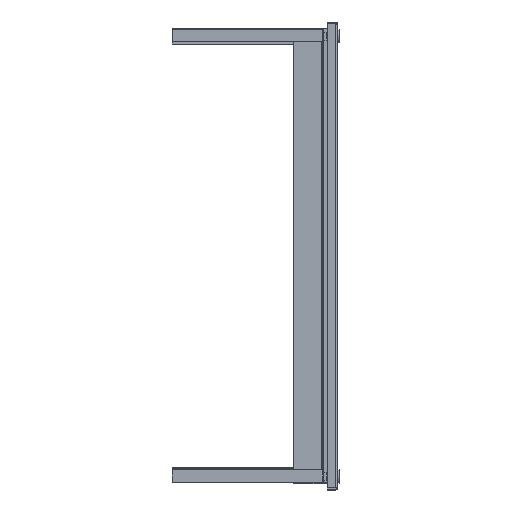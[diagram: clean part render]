
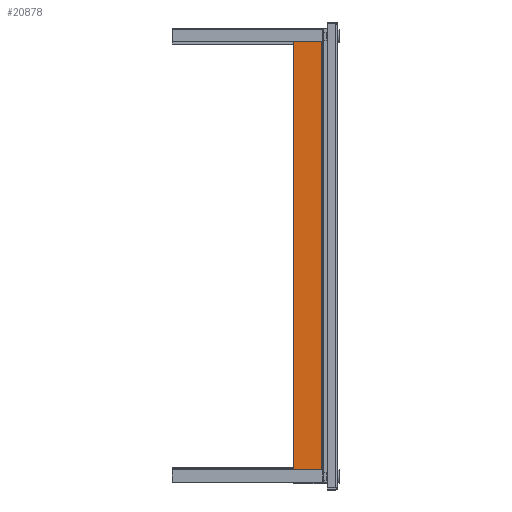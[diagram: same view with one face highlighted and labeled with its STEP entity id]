
A CAD part, top view. The second image highlights one B-rep face of the part: STEP entity #20878.
In plain terms, the highlighted face is planar.
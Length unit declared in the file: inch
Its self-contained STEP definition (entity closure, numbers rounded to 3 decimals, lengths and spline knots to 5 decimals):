
#76 = DIRECTION ( 'NONE',  ( 1., 0., 0. ) ) ;
#118 = EDGE_LOOP ( 'NONE', ( #28594, #25546, #11516, #13782 ) ) ;
#391 = VECTOR ( 'NONE', #27092, 39.37008 ) ;
#524 = ORIENTED_EDGE ( 'NONE', *, *, #22273, .T. ) ;
#652 = CARTESIAN_POINT ( 'NONE',  ( -18.137, -7.835, -13.5 ) ) ;
#759 = LINE ( 'NONE', #20278, #2528 ) ;
#860 = VERTEX_POINT ( 'NONE', #10257 ) ;
#1342 = CARTESIAN_POINT ( 'NONE',  ( -18.137, -6.193, -13.5 ) ) ;
#2151 = CARTESIAN_POINT ( 'NONE',  ( -18.137, -7.537, 13. ) ) ;
#2337 = DIRECTION ( 'NONE',  ( 0., 0., 1. ) ) ;
#2528 = VECTOR ( 'NONE', #24965, 39.37008 ) ;
#3017 = VERTEX_POINT ( 'NONE', #24544 ) ;
#3138 = LINE ( 'NONE', #7148, #13684 ) ;
#3355 = VERTEX_POINT ( 'NONE', #25222 ) ;
#3487 = DIRECTION ( 'NONE',  ( 0., -1., 0. ) ) ;
#3553 = AXIS2_PLACEMENT_3D ( 'NONE', #25753, #14699, #28096 ) ;
#3574 = CIRCLE ( 'NONE', #3553, 0.156 ) ;
#4226 = AXIS2_PLACEMENT_3D ( 'NONE', #2151, #76, #2337 ) ;
#4399 = DIRECTION ( 'NONE',  ( -1., 0., 0. ) ) ;
#4404 = VERTEX_POINT ( 'NONE', #28774 ) ;
#4426 = AXIS2_PLACEMENT_3D ( 'NONE', #21536, #14978, #23590 ) ;
#4732 = DIRECTION ( 'NONE',  ( 0., 0., -1. ) ) ;
#5027 = DIRECTION ( 'NONE',  ( 1., 0., 0. ) ) ;
#5820 = LINE ( 'NONE', #28560, #23001 ) ;
#5821 = VECTOR ( 'NONE', #17825, 39.37008 ) ;
#6198 = CARTESIAN_POINT ( 'NONE',  ( -18.137, -6.599, -13.156 ) ) ;
#6263 = ORIENTED_EDGE ( 'NONE', *, *, #14204, .T. ) ;
#6563 = EDGE_CURVE ( 'NONE', #26276, #7711, #3574, .T. ) ;
#6592 = ORIENTED_EDGE ( 'NONE', *, *, #24907, .T. ) ;
#6834 = ORIENTED_EDGE ( 'NONE', *, *, #7920, .T. ) ;
#6902 = LINE ( 'NONE', #8014, #29038 ) ;
#6932 = LINE ( 'NONE', #1342, #11504 ) ;
#7148 = CARTESIAN_POINT ( 'NONE',  ( -18.137, -6.193, -13.5 ) ) ;
#7711 = VERTEX_POINT ( 'NONE', #10699 ) ;
#7920 = EDGE_CURVE ( 'NONE', #9861, #18740, #5820, .T. ) ;
#8014 = CARTESIAN_POINT ( 'NONE',  ( -18.137, -6.193, 13.5 ) ) ;
#8541 = AXIS2_PLACEMENT_3D ( 'NONE', #22424, #4399, #15687 ) ;
#9046 = CARTESIAN_POINT ( 'NONE',  ( -18.137, -6.193, -13.156 ) ) ;
#9180 = LINE ( 'NONE', #9046, #391 ) ;
#9861 = VERTEX_POINT ( 'NONE', #652 ) ;
#10123 = EDGE_CURVE ( 'NONE', #15586, #13252, #18207, .T. ) ;
#10217 = EDGE_CURVE ( 'NONE', #4404, #9861, #6932, .T. ) ;
#10257 = CARTESIAN_POINT ( 'NONE',  ( -18.137, -7.537, 12.844 ) ) ;
#10699 = CARTESIAN_POINT ( 'NONE',  ( -18.137, -6.599, 13.156 ) ) ;
#11471 = CARTESIAN_POINT ( 'NONE',  ( -18.137, -7.835, 13.5 ) ) ;
#11504 = VECTOR ( 'NONE', #3487, 39.37008 ) ;
#11516 = ORIENTED_EDGE ( 'NONE', *, *, #24729, .T. ) ;
#11855 = DIRECTION ( 'NONE',  ( 0., -1., 0. ) ) ;
#13175 = ORIENTED_EDGE ( 'NONE', *, *, #26927, .T. ) ;
#13252 = VERTEX_POINT ( 'NONE', #20280 ) ;
#13416 = PLANE ( 'NONE',  #8541 ) ;
#13684 = VECTOR ( 'NONE', #4732, 39.37008 ) ;
#13782 = ORIENTED_EDGE ( 'NONE', *, *, #26491, .T. ) ;
#14124 = FACE_BOUND ( 'NONE', #118, .T. ) ;
#14176 = CIRCLE ( 'NONE', #15321, 0.156 ) ;
#14204 = EDGE_CURVE ( 'NONE', #3017, #28064, #14176, .T. ) ;
#14268 = CIRCLE ( 'NONE', #4226, 0.156 ) ;
#14367 = ORIENTED_EDGE ( 'NONE', *, *, #27431, .T. ) ;
#14617 = LINE ( 'NONE', #23115, #21259 ) ;
#14699 = DIRECTION ( 'NONE',  ( 1., 0., 0. ) ) ;
#14978 = DIRECTION ( 'NONE',  ( 1., 0., 0. ) ) ;
#15321 = AXIS2_PLACEMENT_3D ( 'NONE', #20587, #5027, #22745 ) ;
#15322 = ORIENTED_EDGE ( 'NONE', *, *, #10123, .T. ) ;
#15586 = VERTEX_POINT ( 'NONE', #6198 ) ;
#15687 = DIRECTION ( 'NONE',  ( 0., 0., -1. ) ) ;
#15933 = EDGE_LOOP ( 'NONE', ( #24411, #6834, #524, #14367 ) ) ;
#16987 = CARTESIAN_POINT ( 'NONE',  ( -18.137, -6.193, 13.5 ) ) ;
#17662 = VERTEX_POINT ( 'NONE', #16987 ) ;
#17825 = DIRECTION ( 'NONE',  ( 0., -1., 0. ) ) ;
#18207 = CIRCLE ( 'NONE', #4426, 0.156 ) ;
#18241 = CARTESIAN_POINT ( 'NONE',  ( -18.137, -7.537, -13.156 ) ) ;
#18740 = VERTEX_POINT ( 'NONE', #11471 ) ;
#20135 = EDGE_LOOP ( 'NONE', ( #13175, #15322, #6592, #6263 ) ) ;
#20278 = CARTESIAN_POINT ( 'NONE',  ( -18.137, -6.193, 12.844 ) ) ;
#20280 = CARTESIAN_POINT ( 'NONE',  ( -18.137, -6.599, -12.844 ) ) ;
#20587 = CARTESIAN_POINT ( 'NONE',  ( -18.137, -7.537, -13. ) ) ;
#20782 = FACE_OUTER_BOUND ( 'NONE', #15933, .T. ) ;
#20878 = ADVANCED_FACE ( 'NONE', ( #20782, #21817, #14124 ), #13416, .T. ) ;
#21259 = VECTOR ( 'NONE', #11855, 39.37008 ) ;
#21536 = CARTESIAN_POINT ( 'NONE',  ( -18.137, -6.599, -13. ) ) ;
#21817 = FACE_BOUND ( 'NONE', #20135, .T. ) ;
#21887 = DIRECTION ( 'NONE',  ( 0., 0., 1. ) ) ;
#21949 = LINE ( 'NONE', #26734, #5821 ) ;
#22273 = EDGE_CURVE ( 'NONE', #18740, #17662, #6902, .T. ) ;
#22424 = CARTESIAN_POINT ( 'NONE',  ( -18.137, -6.193, -13.5 ) ) ;
#22745 = DIRECTION ( 'NONE',  ( 0., 0., 1. ) ) ;
#23001 = VECTOR ( 'NONE', #21887, 39.37008 ) ;
#23115 = CARTESIAN_POINT ( 'NONE',  ( -18.137, -6.193, -12.844 ) ) ;
#23590 = DIRECTION ( 'NONE',  ( 0., 0., 1. ) ) ;
#24411 = ORIENTED_EDGE ( 'NONE', *, *, #10217, .T. ) ;
#24493 = CARTESIAN_POINT ( 'NONE',  ( -18.137, -6.599, 12.844 ) ) ;
#24544 = CARTESIAN_POINT ( 'NONE',  ( -18.137, -7.537, -12.844 ) ) ;
#24729 = EDGE_CURVE ( 'NONE', #3355, #860, #14268, .T. ) ;
#24907 = EDGE_CURVE ( 'NONE', #13252, #3017, #14617, .T. ) ;
#24965 = DIRECTION ( 'NONE',  ( 0., 1., 0. ) ) ;
#25222 = CARTESIAN_POINT ( 'NONE',  ( -18.137, -7.537, 13.156 ) ) ;
#25373 = EDGE_CURVE ( 'NONE', #7711, #3355, #21949, .T. ) ;
#25546 = ORIENTED_EDGE ( 'NONE', *, *, #25373, .T. ) ;
#25753 = CARTESIAN_POINT ( 'NONE',  ( -18.137, -6.599, 13. ) ) ;
#25973 = DIRECTION ( 'NONE',  ( 0., 1., 0. ) ) ;
#26276 = VERTEX_POINT ( 'NONE', #24493 ) ;
#26491 = EDGE_CURVE ( 'NONE', #860, #26276, #759, .T. ) ;
#26734 = CARTESIAN_POINT ( 'NONE',  ( -18.137, -6.193, 13.156 ) ) ;
#26927 = EDGE_CURVE ( 'NONE', #28064, #15586, #9180, .T. ) ;
#27092 = DIRECTION ( 'NONE',  ( 0., 1., 0. ) ) ;
#27431 = EDGE_CURVE ( 'NONE', #17662, #4404, #3138, .T. ) ;
#28064 = VERTEX_POINT ( 'NONE', #18241 ) ;
#28096 = DIRECTION ( 'NONE',  ( 0., 0., 1. ) ) ;
#28560 = CARTESIAN_POINT ( 'NONE',  ( -18.137, -7.835, -13.5 ) ) ;
#28594 = ORIENTED_EDGE ( 'NONE', *, *, #6563, .T. ) ;
#28774 = CARTESIAN_POINT ( 'NONE',  ( -18.137, -6.193, -13.5 ) ) ;
#29038 = VECTOR ( 'NONE', #25973, 39.37008 ) ;
